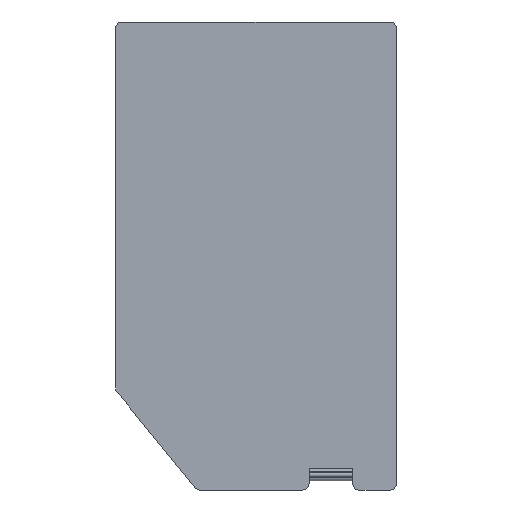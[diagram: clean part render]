
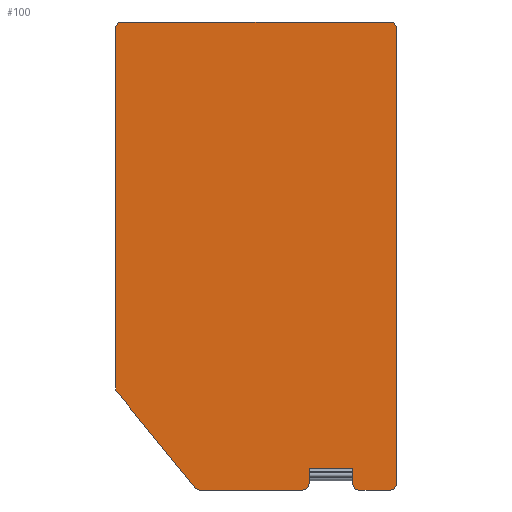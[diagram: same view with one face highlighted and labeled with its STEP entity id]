
A CAD part, left-side view. The second image highlights one B-rep face of the part: STEP entity #100.
In plain terms, the highlighted planar face has unit normal (-1, 0, 0).
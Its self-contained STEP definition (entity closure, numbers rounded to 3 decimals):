
#62=CIRCLE('',#682,1.);
#63=CIRCLE('',#684,1.);
#74=CIRCLE('',#708,1.);
#75=CIRCLE('',#711,1.);
#76=CIRCLE('',#713,1.);
#77=CIRCLE('',#714,1.);
#78=CIRCLE('',#715,1.);
#100=ADVANCED_FACE('',(#155),#126,.T.);
#126=PLANE('',#716);
#155=FACE_OUTER_BOUND('',#189,.T.);
#189=EDGE_LOOP('',(#306,#307,#308,#309,#310,#311,#312,#313,#314,#315,#316,
#317,#318,#319,#320,#321,#322,#323));
#306=ORIENTED_EDGE('',*,*,#469,.F.);
#307=ORIENTED_EDGE('',*,*,#451,.F.);
#308=ORIENTED_EDGE('',*,*,#518,.F.);
#309=ORIENTED_EDGE('',*,*,#519,.T.);
#310=ORIENTED_EDGE('',*,*,#520,.F.);
#311=ORIENTED_EDGE('',*,*,#521,.T.);
#312=ORIENTED_EDGE('',*,*,#522,.F.);
#313=ORIENTED_EDGE('',*,*,#523,.F.);
#314=ORIENTED_EDGE('',*,*,#512,.F.);
#315=ORIENTED_EDGE('',*,*,#516,.T.);
#316=ORIENTED_EDGE('',*,*,#517,.F.);
#317=ORIENTED_EDGE('',*,*,#474,.F.);
#318=ORIENTED_EDGE('',*,*,#471,.F.);
#319=ORIENTED_EDGE('',*,*,#477,.T.);
#320=ORIENTED_EDGE('',*,*,#494,.T.);
#321=ORIENTED_EDGE('',*,*,#499,.T.);
#322=ORIENTED_EDGE('',*,*,#524,.T.);
#323=ORIENTED_EDGE('',*,*,#478,.T.);
#389=VERTEX_POINT('',#924);
#391=VERTEX_POINT('',#928);
#408=VERTEX_POINT('',#966);
#409=VERTEX_POINT('',#970);
#410=VERTEX_POINT('',#971);
#411=VERTEX_POINT('',#976);
#412=VERTEX_POINT('',#980);
#413=VERTEX_POINT('',#984);
#424=VERTEX_POINT('',#1013);
#427=VERTEX_POINT('',#1023);
#436=VERTEX_POINT('',#1051);
#437=VERTEX_POINT('',#1052);
#438=VERTEX_POINT('',#1057);
#439=VERTEX_POINT('',#1063);
#440=VERTEX_POINT('',#1065);
#441=VERTEX_POINT('',#1067);
#442=VERTEX_POINT('',#1069);
#443=VERTEX_POINT('',#1071);
#451=EDGE_CURVE('',#391,#389,#543,.T.);
#469=EDGE_CURVE('',#389,#408,#62,.T.);
#471=EDGE_CURVE('',#409,#410,#63,.T.);
#474=EDGE_CURVE('',#410,#411,#557,.T.);
#477=EDGE_CURVE('',#409,#412,#560,.T.);
#478=EDGE_CURVE('',#413,#408,#561,.T.);
#494=EDGE_CURVE('',#412,#424,#573,.T.);
#499=EDGE_CURVE('',#424,#427,#577,.T.);
#512=EDGE_CURVE('',#436,#437,#74,.T.);
#516=EDGE_CURVE('',#436,#438,#588,.T.);
#517=EDGE_CURVE('',#411,#438,#75,.T.);
#518=EDGE_CURVE('',#439,#391,#76,.T.);
#519=EDGE_CURVE('',#439,#440,#589,.T.);
#520=EDGE_CURVE('',#441,#440,#77,.T.);
#521=EDGE_CURVE('',#441,#442,#590,.T.);
#522=EDGE_CURVE('',#443,#442,#78,.T.);
#523=EDGE_CURVE('',#437,#443,#591,.T.);
#524=EDGE_CURVE('',#427,#413,#592,.T.);
#543=LINE('',#929,#609);
#557=LINE('',#975,#623);
#560=LINE('',#981,#626);
#561=LINE('',#983,#627);
#573=LINE('',#1014,#639);
#577=LINE('',#1024,#643);
#588=LINE('',#1058,#654);
#589=LINE('',#1064,#655);
#590=LINE('',#1068,#656);
#591=LINE('',#1072,#657);
#592=LINE('',#1073,#658);
#609=VECTOR('',#738,1.);
#623=VECTOR('',#778,1.);
#626=VECTOR('',#783,1.);
#627=VECTOR('',#786,1.);
#639=VECTOR('',#812,1.);
#643=VECTOR('',#822,1.);
#654=VECTOR('',#857,1.);
#655=VECTOR('',#866,1.);
#656=VECTOR('',#869,1.);
#657=VECTOR('',#872,1.);
#658=VECTOR('',#873,1.);
#682=AXIS2_PLACEMENT_3D('',#965,#767,#768);
#684=AXIS2_PLACEMENT_3D('',#969,#772,#773);
#708=AXIS2_PLACEMENT_3D('',#1050,#850,#851);
#711=AXIS2_PLACEMENT_3D('',#1060,#860,#861);
#713=AXIS2_PLACEMENT_3D('',#1062,#864,#865);
#714=AXIS2_PLACEMENT_3D('',#1066,#867,#868);
#715=AXIS2_PLACEMENT_3D('',#1070,#870,#871);
#716=AXIS2_PLACEMENT_3D('',#1074,#874,#875);
#738=DIRECTION('',(0.,1.,0.));
#767=DIRECTION('',(1.,0.,0.));
#768=DIRECTION('',(0.,0.707,-0.707));
#772=DIRECTION('',(1.,0.,0.));
#773=DIRECTION('',(0.,-0.707,-0.707));
#778=DIRECTION('',(0.,1.,0.));
#783=DIRECTION('',(0.,0.,1.));
#786=DIRECTION('',(0.,0.,-1.));
#812=DIRECTION('',(0.,0.,1.));
#822=DIRECTION('',(0.,-1.,0.));
#850=DIRECTION('',(1.,0.,0.));
#851=DIRECTION('',(0.,0.942,-0.335));
#857=DIRECTION('',(0.,-0.631,-0.776));
#860=DIRECTION('',(1.,0.,0.));
#861=DIRECTION('',(0.,0.43,-0.903));
#864=DIRECTION('',(1.,0.,0.));
#865=DIRECTION('',(0.,-0.707,-0.707));
#866=DIRECTION('',(0.,0.,1.));
#867=DIRECTION('',(1.,0.,0.));
#868=DIRECTION('',(0.,-0.707,0.707));
#869=DIRECTION('',(0.,1.,0.));
#870=DIRECTION('',(1.,0.,0.));
#871=DIRECTION('',(0.,0.707,0.707));
#872=DIRECTION('',(0.,0.,1.));
#873=DIRECTION('',(0.,0.,-1.));
#874=DIRECTION('',(-1.,0.,0.));
#875=DIRECTION('',(0.,0.,-1.));
#924=CARTESIAN_POINT('',(-1.,6.,0.));
#928=CARTESIAN_POINT('',(-1.,1.,0.));
#929=CARTESIAN_POINT('',(-1.,0.,0.));
#965=CARTESIAN_POINT('',(-1.,6.,1.));
#966=CARTESIAN_POINT('',(-1.,7.,1.));
#969=CARTESIAN_POINT('',(-1.,15.,1.));
#970=CARTESIAN_POINT('',(-1.,14.,1.));
#971=CARTESIAN_POINT('',(-1.,15.,0.));
#975=CARTESIAN_POINT('',(-1.,0.,0.));
#976=CARTESIAN_POINT('',(-1.,31.524,0.));
#980=CARTESIAN_POINT('',(-1.,14.,1.5));
#981=CARTESIAN_POINT('',(-1.,14.,0.75));
#983=CARTESIAN_POINT('',(-1.,7.,0.));
#984=CARTESIAN_POINT('',(-1.,7.,1.5));
#1013=CARTESIAN_POINT('',(-1.,14.,3.4));
#1014=CARTESIAN_POINT('',(-1.,14.,1.225));
#1023=CARTESIAN_POINT('',(-1.,7.,3.4));
#1024=CARTESIAN_POINT('',(-1.,3.5,3.4));
#1050=CARTESIAN_POINT('',(-1.,44.,16.355));
#1051=CARTESIAN_POINT('',(-1.,44.776,15.724));
#1052=CARTESIAN_POINT('',(-1.,45.,16.355));
#1057=CARTESIAN_POINT('',(-1.,32.3,0.369));
#1058=CARTESIAN_POINT('',(-1.,32.138,0.169));
#1060=CARTESIAN_POINT('',(-1.,31.524,1.));
#1062=CARTESIAN_POINT('',(-1.,1.,1.));
#1063=CARTESIAN_POINT('',(-1.,0.,1.));
#1064=CARTESIAN_POINT('',(-1.,0.,0.));
#1065=CARTESIAN_POINT('',(-1.,0.,74.));
#1066=CARTESIAN_POINT('',(-1.,1.,74.));
#1067=CARTESIAN_POINT('',(-1.,1.,75.));
#1068=CARTESIAN_POINT('',(-1.,0.,75.));
#1069=CARTESIAN_POINT('',(-1.,44.,75.));
#1070=CARTESIAN_POINT('',(-1.,44.,74.));
#1071=CARTESIAN_POINT('',(-1.,45.,74.));
#1072=CARTESIAN_POINT('',(-1.,45.,0.));
#1073=CARTESIAN_POINT('',(-1.,7.,1.225));
#1074=CARTESIAN_POINT('',(-1.,0.,0.));
